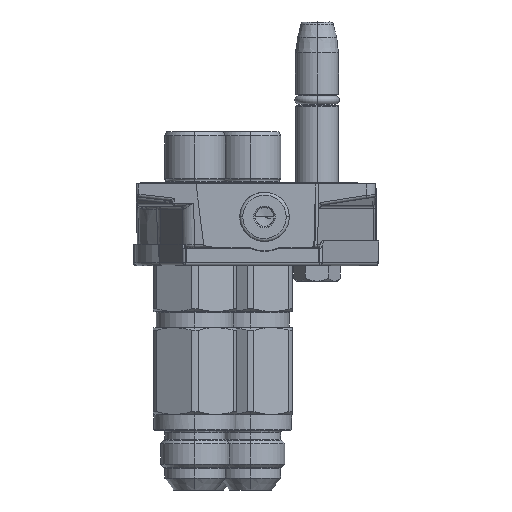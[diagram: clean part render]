
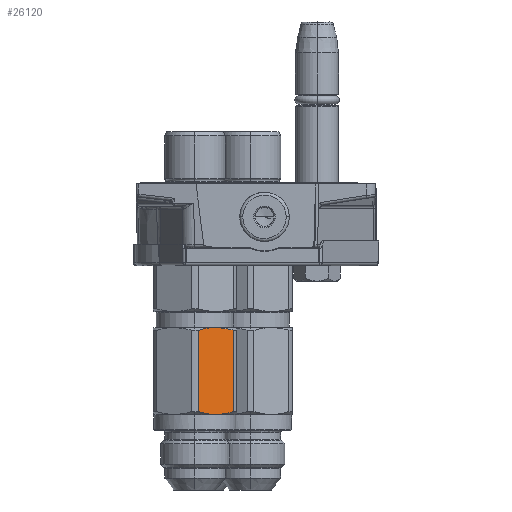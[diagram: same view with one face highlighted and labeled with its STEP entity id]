
A CAD part, front view. The second image highlights one B-rep face of the part: STEP entity #26120.
In plain terms, the highlighted face is planar.
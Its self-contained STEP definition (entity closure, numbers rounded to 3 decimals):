
#7188 = CARTESIAN_POINT ( 'NONE',  ( -8.412, -24.577, -10.732 ) ) ;
#7469 = CARTESIAN_POINT ( 'NONE',  ( -2.731, -24.946, -14.011 ) ) ;
#15675 = ORIENTED_EDGE ( 'NONE', *, *, #154805, .F. ) ;
#18949 = CARTESIAN_POINT ( 'NONE',  ( -3.663, -24.767, -13.474 ) ) ;
#19786 = CARTESIAN_POINT ( 'NONE',  ( -8.649, -24.6, -10.595 ) ) ;
#26120 = ADVANCED_FACE ( 'NONE', ( #136499 ), #70170, .F. ) ;
#27442 = CARTESIAN_POINT ( 'NONE',  ( -8.578, -52.556, -10.636 ) ) ;
#27669 = VERTEX_POINT ( 'NONE', #129277 ) ;
#31555 = CARTESIAN_POINT ( 'NONE',  ( -4.857, -24.577, -12.785 ) ) ;
#32333 = CARTESIAN_POINT ( 'NONE',  ( -9.006, -24.643, -10.389 ) ) ;
#33672 = CARTESIAN_POINT ( 'NONE',  ( -3.313, -24.829, -13.675 ) ) ;
#37241 = CARTESIAN_POINT ( 'NONE',  ( -1.088, -51.69, -14.961 ) ) ;
#40487 = CARTESIAN_POINT ( 'NONE',  ( -12.412, -51.69, -8.422 ) ) ;
#44580 = CARTESIAN_POINT ( 'NONE',  ( -1.088, -51.69, -14.961 ) ) ;
#45407 = CARTESIAN_POINT ( 'NONE',  ( -12.412, -51.69, -8.422 ) ) ;
#45660 = CARTESIAN_POINT ( 'NONE',  ( -2.031, -25.105, -14.415 ) ) ;
#47672 = LINE ( 'NONE', #37241, #96708 ) ;
#47831 = CARTESIAN_POINT ( 'NONE',  ( -12.412, -25.366, -8.422 ) ) ;
#53236 = B_SPLINE_CURVE_WITH_KNOTS ( 'NONE', 3,
 ( #64620, #127080, #140236, #27442, #77145, #40487 ),
 .UNSPECIFIED., .F., .F.,
 ( 4, 2, 4 ),
 ( 0., 0.5, 1. ),
 .UNSPECIFIED. ) ;
#57009 = ORIENTED_EDGE ( 'NONE', *, *, #154051, .F. ) ;
#57463 = CARTESIAN_POINT ( 'NONE',  ( -9.394, -24.697, -10.165 ) ) ;
#58727 = ORIENTED_EDGE ( 'NONE', *, *, #60197, .T. ) ;
#60197 = EDGE_CURVE ( 'NONE', #98337, #70227, #100717, .T. ) ;
#64620 = CARTESIAN_POINT ( 'NONE',  ( -1.088, -51.69, -14.961 ) ) ;
#67927 = CARTESIAN_POINT ( 'NONE',  ( -6.75, -24.5, -11.691 ) ) ;
#70170 = PLANE ( 'NONE',  #145565 ) ;
#70227 = VERTEX_POINT ( 'NONE', #47831 ) ;
#70863 = CARTESIAN_POINT ( 'NONE',  ( -3.836, -24.738, -13.374 ) ) ;
#71152 = EDGE_CURVE ( 'NONE', #157312, #98337, #53236, .T. ) ;
#71402 = CARTESIAN_POINT ( 'NONE',  ( -2.964, -24.897, -13.877 ) ) ;
#72197 = CARTESIAN_POINT ( 'NONE',  ( -10.534, -24.876, -9.507 ) ) ;
#72827 = DIRECTION ( 'NONE',  ( 0., 1., 0. ) ) ;
#77145 = CARTESIAN_POINT ( 'NONE',  ( -10.465, -52.267, -9.546 ) ) ;
#77825 = VERTEX_POINT ( 'NONE', #162222 ) ;
#81331 = EDGE_LOOP ( 'NONE', ( #15675, #108924, #58727, #140952, #57009 ) ) ;
#82903 = CARTESIAN_POINT ( 'NONE',  ( -3.488, -24.797, -13.575 ) ) ;
#83690 = CARTESIAN_POINT ( 'NONE',  ( -9.575, -24.724, -10.06 ) ) ;
#84763 = CARTESIAN_POINT ( 'NONE',  ( -9.484, -24.71, -10.113 ) ) ;
#85430 = CARTESIAN_POINT ( 'NONE',  ( -13.5, -24.5, -7.794 ) ) ;
#94870 = VECTOR ( 'NONE', #130314, 1000. ) ;
#94978 = CARTESIAN_POINT ( 'NONE',  ( -6.75, -24.5, -11.691 ) ) ;
#96708 = VECTOR ( 'NONE', #72827, 1000. ) ;
#97402 = CARTESIAN_POINT ( 'NONE',  ( -9.544, -24.719, -10.078 ) ) ;
#98337 = VERTEX_POINT ( 'NONE', #45407 ) ;
#100717 = LINE ( 'NONE', #153962, #94870 ) ;
#107310 = CARTESIAN_POINT ( 'NONE',  ( -7.229, -24.5, -11.415 ) ) ;
#108924 = ORIENTED_EDGE ( 'NONE', *, *, #71152, .T. ) ;
#119947 = CARTESIAN_POINT ( 'NONE',  ( -9.184, -24.666, -10.286 ) ) ;
#126946 = B_SPLINE_CURVE_WITH_KNOTS ( 'NONE', 3,
 ( #67927, #107310, #155091, #7188, #19786, #32333, #119947, #57463, #84763, #97402, #83690, #72197, #133639, #134174 ),
 .UNSPECIFIED., .F., .F.,
 ( 4, 2, 2, 1, 1, 2, 2, 4 ),
 ( 0., 0.25, 0.375, 0.438, 0.469, 0.484, 0.5, 1. ),
 .UNSPECIFIED. ) ;
#127080 = CARTESIAN_POINT ( 'NONE',  ( -3.034, -52.267, -13.837 ) ) ;
#129277 = CARTESIAN_POINT ( 'NONE',  ( -1.088, -25.366, -14.961 ) ) ;
#130314 = DIRECTION ( 'NONE',  ( 0., 1., 0. ) ) ;
#133388 = CARTESIAN_POINT ( 'NONE',  ( -1.088, -25.366, -14.961 ) ) ;
#133639 = CARTESIAN_POINT ( 'NONE',  ( -11.459, -25.088, -8.971 ) ) ;
#134174 = CARTESIAN_POINT ( 'NONE',  ( -12.412, -25.366, -8.422 ) ) ;
#135591 = B_SPLINE_CURVE_WITH_KNOTS ( 'NONE', 3,
 ( #133388, #157520, #45660, #7469, #71402, #33672, #82903, #18949, #145985, #70863, #31555, #159122, #94978 ),
 .UNSPECIFIED., .F., .F.,
 ( 4, 2, 2, 1, 2, 2, 4 ),
 ( 0., 0.25, 0.375, 0.437, 0.469, 0.5, 1. ),
 .UNSPECIFIED. ) ;
#136499 = FACE_OUTER_BOUND ( 'NONE', #81331, .T. ) ;
#140236 = CARTESIAN_POINT ( 'NONE',  ( -4.922, -52.556, -12.747 ) ) ;
#140952 = ORIENTED_EDGE ( 'NONE', *, *, #140966, .F. ) ;
#140966 = EDGE_CURVE ( 'NONE', #77825, #70227, #126946, .T. ) ;
#145565 = AXIS2_PLACEMENT_3D ( 'NONE', #85430, #146881, #147976 ) ;
#145985 = CARTESIAN_POINT ( 'NONE',  ( -3.779, -24.748, -13.407 ) ) ;
#146881 = DIRECTION ( 'NONE',  ( 0.5, 0., 0.866 ) ) ;
#147976 = DIRECTION ( 'NONE',  ( 0.866, 0., -0.5 ) ) ;
#153962 = CARTESIAN_POINT ( 'NONE',  ( -12.412, -51.69, -8.422 ) ) ;
#154051 = EDGE_CURVE ( 'NONE', #27669, #77825, #135591, .T. ) ;
#154805 = EDGE_CURVE ( 'NONE', #157312, #27669, #47672, .T. ) ;
#155091 = CARTESIAN_POINT ( 'NONE',  ( -7.701, -24.519, -11.142 ) ) ;
#157312 = VERTEX_POINT ( 'NONE', #44580 ) ;
#157520 = CARTESIAN_POINT ( 'NONE',  ( -1.562, -25.228, -14.686 ) ) ;
#159122 = CARTESIAN_POINT ( 'NONE',  ( -5.791, -24.501, -12.246 ) ) ;
#162222 = CARTESIAN_POINT ( 'NONE',  ( -6.75, -24.5, -11.691 ) ) ;
